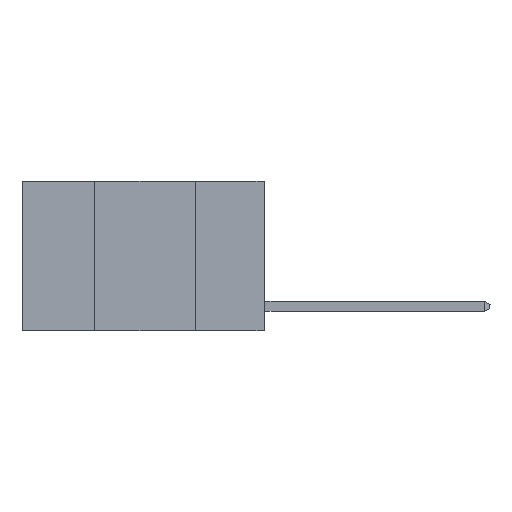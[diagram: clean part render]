
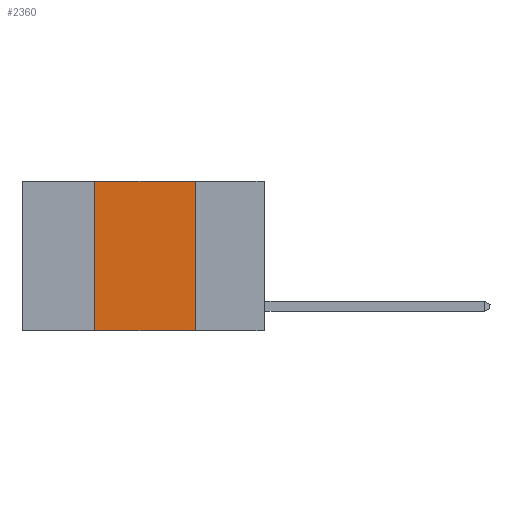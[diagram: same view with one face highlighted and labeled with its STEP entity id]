
A CAD part, left-side view. The second image highlights one B-rep face of the part: STEP entity #2360.
In plain terms, the highlighted planar face has unit normal (-1, 0, 0).
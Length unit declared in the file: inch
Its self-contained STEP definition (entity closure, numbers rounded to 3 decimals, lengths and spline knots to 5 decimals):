
#108 = CARTESIAN_POINT ( 'NONE',  ( 0., 0.6, -0.37 ) ) ;
#479 = ORIENTED_EDGE ( 'NONE', *, *, #668, .F. ) ;
#518 = FACE_OUTER_BOUND ( 'NONE', #20889, .T. ) ;
#668 = EDGE_CURVE ( 'NONE', #18206, #18589, #9922, .T. ) ;
#1033 = CARTESIAN_POINT ( 'NONE',  ( 0., 0.6, 0. ) ) ;
#1731 = EDGE_CURVE ( 'NONE', #10387, #5933, #18453, .T. ) ;
#2360 = ADVANCED_FACE ( 'NONE', ( #518 ), #20799, .F. ) ;
#2867 = ORIENTED_EDGE ( 'NONE', *, *, #5642, .T. ) ;
#5416 = VECTOR ( 'NONE', #10169, 39.37008 ) ;
#5642 = EDGE_CURVE ( 'NONE', #18206, #5933, #26505, .T. ) ;
#5933 = VERTEX_POINT ( 'NONE', #7767 ) ;
#5942 = AXIS2_PLACEMENT_3D ( 'NONE', #1033, #7750, #22989 ) ;
#6818 = CARTESIAN_POINT ( 'NONE',  ( 0., 0.17, 0. ) ) ;
#7750 = DIRECTION ( 'NONE',  ( 1., 0., 0. ) ) ;
#7767 = CARTESIAN_POINT ( 'NONE',  ( 0., 0.17, -0.37 ) ) ;
#9132 = VECTOR ( 'NONE', #13338, 39.37008 ) ;
#9922 = LINE ( 'NONE', #18404, #15737 ) ;
#10169 = DIRECTION ( 'NONE',  ( 0., 0., -1. ) ) ;
#10387 = VERTEX_POINT ( 'NONE', #6818 ) ;
#13338 = DIRECTION ( 'NONE',  ( 0., -1., 0. ) ) ;
#13869 = CARTESIAN_POINT ( 'NONE',  ( 0., 0.6, 0. ) ) ;
#14575 = CARTESIAN_POINT ( 'NONE',  ( 0., 0.42, -0.37 ) ) ;
#15376 = DIRECTION ( 'NONE',  ( 0., 0., 1. ) ) ;
#15473 = EDGE_CURVE ( 'NONE', #18589, #10387, #22109, .T. ) ;
#15737 = VECTOR ( 'NONE', #15376, 39.37008 ) ;
#16059 = DIRECTION ( 'NONE',  ( 0., -1., 0. ) ) ;
#18206 = VERTEX_POINT ( 'NONE', #14575 ) ;
#18404 = CARTESIAN_POINT ( 'NONE',  ( 0., 0.42, 0. ) ) ;
#18453 = LINE ( 'NONE', #18840, #5416 ) ;
#18589 = VERTEX_POINT ( 'NONE', #26428 ) ;
#18840 = CARTESIAN_POINT ( 'NONE',  ( 0., 0.17, 0. ) ) ;
#20344 = ORIENTED_EDGE ( 'NONE', *, *, #1731, .F. ) ;
#20375 = ORIENTED_EDGE ( 'NONE', *, *, #15473, .F. ) ;
#20799 = PLANE ( 'NONE',  #5942 ) ;
#20889 = EDGE_LOOP ( 'NONE', ( #20344, #20375, #479, #2867 ) ) ;
#22109 = LINE ( 'NONE', #13869, #27208 ) ;
#22989 = DIRECTION ( 'NONE',  ( 0., 0., -1. ) ) ;
#26428 = CARTESIAN_POINT ( 'NONE',  ( 0., 0.42, 0. ) ) ;
#26505 = LINE ( 'NONE', #108, #9132 ) ;
#27208 = VECTOR ( 'NONE', #16059, 39.37008 ) ;
